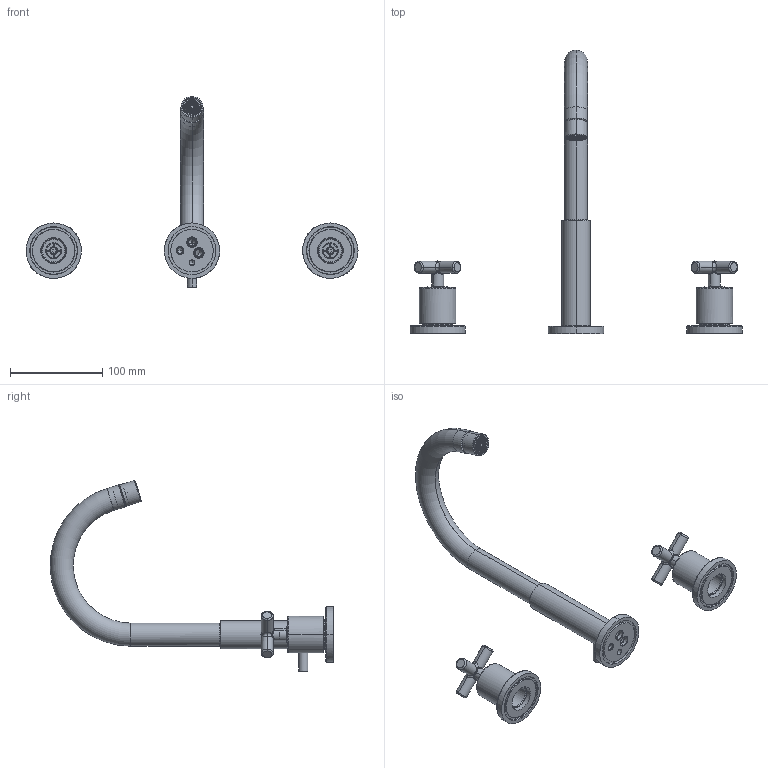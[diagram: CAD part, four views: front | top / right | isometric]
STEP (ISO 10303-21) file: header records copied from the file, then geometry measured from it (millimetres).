
FILE_DESCRIPTION(('CATIA V5 STEP Exchange','CAx-IF Rec.Pracs.--- Model Styling and Organization---1.5--- 2016-08-15','CAx-IF Rec.Pracs.---Supplemental Geometry---1.0---2011-11-01','CAx-IF Rec.Pracs.--- Composite Materials ---3.4---2017-06-13','CAx-IF Rec.Pracs.---Tessellated 3D Geometry---1.0---2015-12-17'),'2;1');
FILE_NAME('SU001060 render.stp','2022-10-04T14:36:49+00:00',('none'),('none'),'CATIA Version 5-6 Release 2020 SP2','CATIA V5 STEP AP242 v2','none');
FILE_SCHEMA(('AP242_MANAGED_MODEL_BASED_3D_ENGINEERING_MIM_LF {1 0 10303 442 1 1 4}'));
Length unit declared in the file: millimetre
Products named in the file (16): SU001060 x render; SU000260_render; RO_23; 027_ST01_ASM; CM_08; IN_07; CC_04; PL_19; IN_05; ASM0001_ASM; BT_04S; AA_24_CR_ASM; UT4766; AA_24-GHIERA; UT4768; PM_08
Assembly tree (17 placements, depth 4):
  SU001060 x render
    SU000260_render
      RO_23  x2
      027_ST01_ASM  x2
        CM_08
        IN_07
        CC_04
        PL_19
        IN_05
    ASM0001_ASM
      BT_04S
      AA_24_CR_ASM
        UT4766
        AA_24-GHIERA
        UT4768
      PM_08
Bounding box: 360 x 307.31 x 207.2 mm (x, y, z)
Volume: 225452.8 mm3; surface area: 149641.5 mm2
Topology: 17 solids, 31 shells, 1594 faces, 4689 edges, 3190 vertices
Faces by surface type: plane 879, cylinder 440, torus 148, cone 75, bspline 48, sphere 4
Entity records: 37968 total; most frequent: CARTESIAN_POINT 12435, ORIENTED_EDGE 6404, DIRECTION 3384, EDGE_CURVE 3220, VERTEX_POINT 2227, VECTOR 1516, LINE 1516, AXIS2_PLACEMENT_3D 1358
